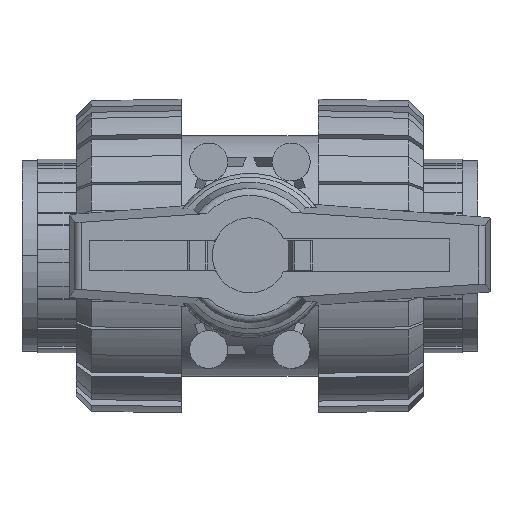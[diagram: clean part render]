
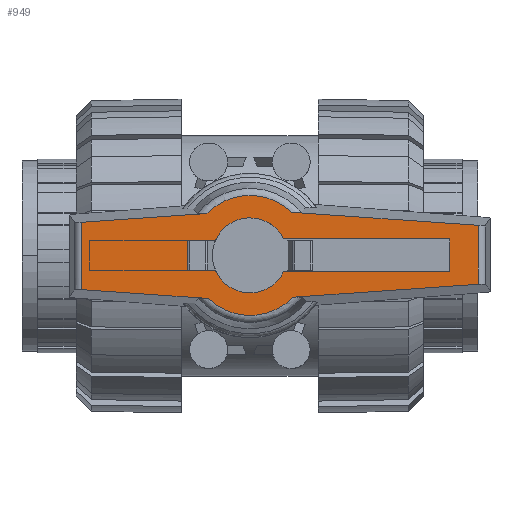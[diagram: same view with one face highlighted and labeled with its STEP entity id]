
A CAD part, top view. The second image highlights one B-rep face of the part: STEP entity #949.
In plain terms, the highlighted planar face has unit normal (0, 0, 1).
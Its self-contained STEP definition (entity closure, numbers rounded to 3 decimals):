
#949=ADVANCED_FACE('',(#2256,#2257,#2258),#2259,.T.);
#2256=FACE_OUTER_BOUND('',#4009,.T.);
#2257=FACE_BOUND('',#4010,.T.);
#2258=FACE_BOUND('',#4011,.T.);
#2259=PLANE('',#4012);
#4009=EDGE_LOOP('',(#6348,#6349,#6350,#6351,#6352,#6353,#6354,#6355));
#4010=EDGE_LOOP('',(#6356,#6357,#6358,#6359));
#4011=EDGE_LOOP('',(#6360,#6361,#6362,#6363));
#4012=AXIS2_PLACEMENT_3D('',#6364,#6365,#6366);
#6348=ORIENTED_EDGE('',*,*,#11159,.T.);
#6349=ORIENTED_EDGE('',*,*,#11357,.T.);
#6350=ORIENTED_EDGE('',*,*,#11291,.T.);
#6351=ORIENTED_EDGE('',*,*,#11298,.F.);
#6352=ORIENTED_EDGE('',*,*,#11193,.T.);
#6353=ORIENTED_EDGE('',*,*,#11332,.T.);
#6354=ORIENTED_EDGE('',*,*,#11272,.T.);
#6355=ORIENTED_EDGE('',*,*,#11279,.T.);
#6356=ORIENTED_EDGE('',*,*,#11248,.T.);
#6357=ORIENTED_EDGE('',*,*,#11232,.T.);
#6358=ORIENTED_EDGE('',*,*,#11225,.T.);
#6359=ORIENTED_EDGE('',*,*,#11240,.T.);
#6360=ORIENTED_EDGE('',*,*,#11200,.T.);
#6361=ORIENTED_EDGE('',*,*,#11215,.T.);
#6362=ORIENTED_EDGE('',*,*,#11223,.T.);
#6363=ORIENTED_EDGE('',*,*,#11207,.T.);
#6364=CARTESIAN_POINT('',(7.994,0.0,147.0));
#6365=DIRECTION('',(0.0,0.0,1.0));
#6366=DIRECTION('',(1.0,0.0,0.0));
#11159=EDGE_CURVE('',#13446,#13444,#13447,.T.);
#11193=EDGE_CURVE('',#13507,#13505,#13508,.T.);
#11200=EDGE_CURVE('',#13519,#13520,#13521,.T.);
#11207=EDGE_CURVE('',#13532,#13519,#13533,.T.);
#11215=EDGE_CURVE('',#13520,#13544,#13545,.T.);
#11223=EDGE_CURVE('',#13544,#13532,#13554,.T.);
#11225=EDGE_CURVE('',#13556,#13557,#13558,.T.);
#11232=EDGE_CURVE('',#13569,#13556,#13570,.T.);
#11240=EDGE_CURVE('',#13557,#13581,#13582,.T.);
#11248=EDGE_CURVE('',#13581,#13569,#13591,.T.);
#11272=EDGE_CURVE('',#13626,#13624,#13627,.T.);
#11279=EDGE_CURVE('',#13624,#13446,#13637,.T.);
#11291=EDGE_CURVE('',#13654,#13652,#13655,.T.);
#11298=EDGE_CURVE('',#13507,#13652,#13665,.T.);
#11332=EDGE_CURVE('',#13505,#13626,#13711,.T.);
#11357=EDGE_CURVE('',#13444,#13654,#13740,.T.);
#13444=VERTEX_POINT('',#16901);
#13446=VERTEX_POINT('',#16926);
#13447=LINE('',#16927,#16928);
#13505=VERTEX_POINT('',#17102);
#13507=VERTEX_POINT('',#17127);
#13508=LINE('',#17128,#17129);
#13519=VERTEX_POINT('',#17143);
#13520=VERTEX_POINT('',#17144);
#13521=LINE('',#17145,#17146);
#13532=VERTEX_POINT('',#17160);
#13533=LINE('',#17161,#17162);
#13544=VERTEX_POINT('',#17177);
#13545=LINE('',#17178,#17179);
#13554=LINE('',#17191,#17192);
#13556=VERTEX_POINT('',#17194);
#13557=VERTEX_POINT('',#17195);
#13558=LINE('',#17196,#17197);
#13569=VERTEX_POINT('',#17211);
#13570=LINE('',#17212,#17213);
#13581=VERTEX_POINT('',#17228);
#13582=LINE('',#17229,#17230);
#13591=LINE('',#17242,#17243);
#13624=VERTEX_POINT('',#17285);
#13626=VERTEX_POINT('',#17287);
#13627=LINE('',#17288,#17289);
#13637=LINE('',#17359,#17360);
#13652=VERTEX_POINT('',#17379);
#13654=VERTEX_POINT('',#17381);
#13655=LINE('',#17382,#17383);
#13665=LINE('',#17453,#17454);
#13711=CIRCLE('',#17575,15.988);
#13740=CIRCLE('',#17663,15.988);
#16901=CARTESIAN_POINT('',(-11.119,-11.489,147.0));
#16926=CARTESIAN_POINT('',(-44.912,-9.126,147.0));
#16927=CARTESIAN_POINT('',(-4.204,-11.972,147.0));
#16928=VECTOR('',#23845,1.0);
#17102=CARTESIAN_POINT('',(11.119,11.489,147.0));
#17127=CARTESIAN_POINT('',(60.912,8.007,147.0));
#17128=CARTESIAN_POINT('',(33.416,9.93,147.0));
#17129=VECTOR('',#23875,1.0);
#17143=CARTESIAN_POINT('',(-9.049,-3.938,147.0));
#17144=CARTESIAN_POINT('',(-16.633,-3.938,147.0));
#17145=CARTESIAN_POINT('',(-2.591,-3.938,147.0));
#17146=VECTOR('',#23885,1.0);
#17160=CARTESIAN_POINT('',(-9.049,3.938,147.0));
#17161=CARTESIAN_POINT('',(-9.049,-1.969,147.0));
#17162=VECTOR('',#23895,1.0);
#17177=CARTESIAN_POINT('',(-16.633,3.938,147.0));
#17178=CARTESIAN_POINT('',(-16.633,5.906,147.0));
#17179=VECTOR('',#23903,1.0);
#17191=CARTESIAN_POINT('',(-2.591,3.938,147.0));
#17192=VECTOR('',#23910,1.0);
#17194=CARTESIAN_POINT('',(9.049,3.938,147.0));
#17195=CARTESIAN_POINT('',(16.633,3.938,147.0));
#17196=CARTESIAN_POINT('',(10.586,3.938,147.0));
#17197=VECTOR('',#23911,1.0);
#17211=CARTESIAN_POINT('',(9.049,-3.938,147.0));
#17212=CARTESIAN_POINT('',(9.049,1.969,147.0));
#17213=VECTOR('',#23921,1.0);
#17228=CARTESIAN_POINT('',(16.633,-3.938,147.0));
#17229=CARTESIAN_POINT('',(16.633,9.844,147.0));
#17230=VECTOR('',#23929,1.0);
#17242=CARTESIAN_POINT('',(10.586,-3.938,147.0));
#17243=VECTOR('',#23936,1.0);
#17285=CARTESIAN_POINT('',(-44.912,8.816,147.0));
#17287=CARTESIAN_POINT('',(-11.454,11.155,147.0));
#17288=CARTESIAN_POINT('',(-3.086,11.74,147.0));
#17289=VECTOR('',#23973,1.0);
#17359=CARTESIAN_POINT('',(-44.912,15.75,147.0));
#17360=VECTOR('',#23975,1.0);
#17379=CARTESIAN_POINT('',(60.912,-7.697,147.0));
#17381=CARTESIAN_POINT('',(11.454,-11.155,147.0));
#17382=CARTESIAN_POINT('',(34.49,-9.544,147.0));
#17383=VECTOR('',#23989,1.0);
#17453=CARTESIAN_POINT('',(60.912,15.75,147.0));
#17454=VECTOR('',#23991,1.0);
#17575=AXIS2_PLACEMENT_3D('',#24029,#24030,#24031);
#17663=AXIS2_PLACEMENT_3D('',#24056,#24057,#24058);
#23845=DIRECTION('',(0.998,-0.07,0.0));
#23875=DIRECTION('',(-0.998,0.07,0.0));
#23885=DIRECTION('',(-1.0,0.0,0.0));
#23895=DIRECTION('',(0.0,-1.0,0.0));
#23903=DIRECTION('',(0.0,1.0,-0.0));
#23910=DIRECTION('',(1.0,0.0,0.0));
#23911=DIRECTION('',(1.0,0.0,-0.0));
#23921=DIRECTION('',(0.0,1.0,-0.0));
#23929=DIRECTION('',(0.0,-1.0,0.0));
#23936=DIRECTION('',(-1.0,0.0,0.0));
#23973=DIRECTION('',(-0.998,-0.07,0.0));
#23975=DIRECTION('',(0.0,-1.0,0.0));
#23989=DIRECTION('',(0.998,0.07,-0.0));
#23991=DIRECTION('',(0.0,-1.0,0.0));
#24029=CARTESIAN_POINT('',(0.0,0.0,147.0));
#24030=DIRECTION('',(0.0,0.0,1.0));
#24031=DIRECTION('',(1.0,0.0,0.0));
#24056=CARTESIAN_POINT('',(0.0,0.0,147.0));
#24057=DIRECTION('',(0.0,0.0,1.0));
#24058=DIRECTION('',(1.0,0.0,0.0));
